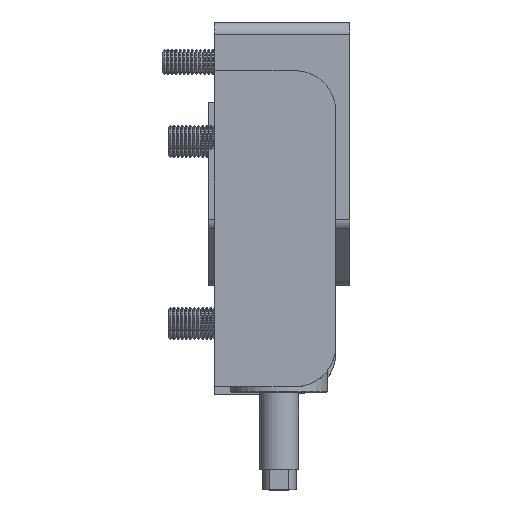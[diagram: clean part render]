
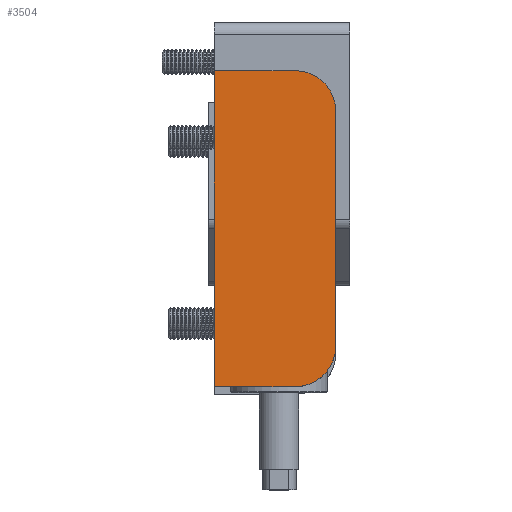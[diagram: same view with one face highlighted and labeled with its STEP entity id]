
A CAD part, top view. The second image highlights one B-rep face of the part: STEP entity #3504.
In plain terms, the highlighted planar face has unit normal (0, 0, 1).
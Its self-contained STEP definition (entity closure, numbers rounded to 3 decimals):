
#183 = VERTEX_POINT ( 'NONE', #9241 ) ;
#478 = DIRECTION ( 'NONE',  ( 0., -1., 0. ) ) ;
#636 = VECTOR ( 'NONE', #1561, 1000. ) ;
#779 = CARTESIAN_POINT ( 'NONE',  ( 39., -15., 35. ) ) ;
#810 = ORIENTED_EDGE ( 'NONE', *, *, #9653, .T. ) ;
#1024 = LINE ( 'NONE', #5733, #7032 ) ;
#1085 = FACE_OUTER_BOUND ( 'NONE', #3678, .T. ) ;
#1180 = VERTEX_POINT ( 'NONE', #2772 ) ;
#1561 = DIRECTION ( 'NONE',  ( -1., 0., 0. ) ) ;
#1579 = CARTESIAN_POINT ( 'NONE',  ( 39., 5., 35. ) ) ;
#1618 = DIRECTION ( 'NONE',  ( 0., 0., 1. ) ) ;
#1631 = VERTEX_POINT ( 'NONE', #4240 ) ;
#1945 = ORIENTED_EDGE ( 'NONE', *, *, #4340, .T. ) ;
#2285 = CARTESIAN_POINT ( 'NONE',  ( 29., 5., 35. ) ) ;
#2692 = CIRCLE ( 'NONE', #4869, 10. ) ;
#2772 = CARTESIAN_POINT ( 'NONE',  ( 39., -15., 35. ) ) ;
#2808 = DIRECTION ( 'NONE',  ( 0., 0., -1. ) ) ;
#3504 = ADVANCED_FACE ( 'NONE', ( #1085 ), #8992, .F. ) ;
#3617 = CARTESIAN_POINT ( 'NONE',  ( -39., 5., 35. ) ) ;
#3678 = EDGE_LOOP ( 'NONE', ( #1945, #5409, #5378, #810, #6363, #7575 ) ) ;
#3969 = DIRECTION ( 'NONE',  ( 1., 0., 0. ) ) ;
#4040 = CARTESIAN_POINT ( 'NONE',  ( -39., -15., 35. ) ) ;
#4052 = VECTOR ( 'NONE', #478, 1000. ) ;
#4240 = CARTESIAN_POINT ( 'NONE',  ( -29., 15., 35. ) ) ;
#4340 = EDGE_CURVE ( 'NONE', #183, #1631, #10136, .T. ) ;
#4869 = AXIS2_PLACEMENT_3D ( 'NONE', #2285, #1618, #7949 ) ;
#5374 = AXIS2_PLACEMENT_3D ( 'NONE', #6252, #10081, #8570 ) ;
#5378 = ORIENTED_EDGE ( 'NONE', *, *, #9539, .T. ) ;
#5409 = ORIENTED_EDGE ( 'NONE', *, *, #8076, .T. ) ;
#5733 = CARTESIAN_POINT ( 'NONE',  ( -39., -15., 35. ) ) ;
#5887 = VERTEX_POINT ( 'NONE', #3617 ) ;
#5982 = VERTEX_POINT ( 'NONE', #4040 ) ;
#6252 = CARTESIAN_POINT ( 'NONE',  ( -29., 5., 35. ) ) ;
#6363 = ORIENTED_EDGE ( 'NONE', *, *, #9807, .T. ) ;
#7032 = VECTOR ( 'NONE', #3969, 1000. ) ;
#7434 = AXIS2_PLACEMENT_3D ( 'NONE', #8204, #2808, #10027 ) ;
#7575 = ORIENTED_EDGE ( 'NONE', *, *, #8042, .T. ) ;
#7684 = VECTOR ( 'NONE', #9960, 1000. ) ;
#7895 = LINE ( 'NONE', #779, #7684 ) ;
#7949 = DIRECTION ( 'NONE',  ( -1., 0., 0. ) ) ;
#8042 = EDGE_CURVE ( 'NONE', #9387, #183, #2692, .T. ) ;
#8076 = EDGE_CURVE ( 'NONE', #1631, #5887, #9821, .T. ) ;
#8204 = CARTESIAN_POINT ( 'NONE',  ( 0., 0., 35. ) ) ;
#8570 = DIRECTION ( 'NONE',  ( -1., 0., 0. ) ) ;
#8574 = CARTESIAN_POINT ( 'NONE',  ( -39., -15., 35. ) ) ;
#8781 = CARTESIAN_POINT ( 'NONE',  ( -39., 15., 35. ) ) ;
#8992 = PLANE ( 'NONE',  #7434 ) ;
#9241 = CARTESIAN_POINT ( 'NONE',  ( 29., 15., 35. ) ) ;
#9313 = LINE ( 'NONE', #8574, #4052 ) ;
#9387 = VERTEX_POINT ( 'NONE', #1579 ) ;
#9539 = EDGE_CURVE ( 'NONE', #5887, #5982, #9313, .T. ) ;
#9653 = EDGE_CURVE ( 'NONE', #5982, #1180, #1024, .T. ) ;
#9807 = EDGE_CURVE ( 'NONE', #1180, #9387, #7895, .T. ) ;
#9821 = CIRCLE ( 'NONE', #5374, 10. ) ;
#9960 = DIRECTION ( 'NONE',  ( 0., 1., 0. ) ) ;
#10027 = DIRECTION ( 'NONE',  ( -1., 0., 0. ) ) ;
#10081 = DIRECTION ( 'NONE',  ( 0., 0., 1. ) ) ;
#10136 = LINE ( 'NONE', #8781, #636 ) ;
